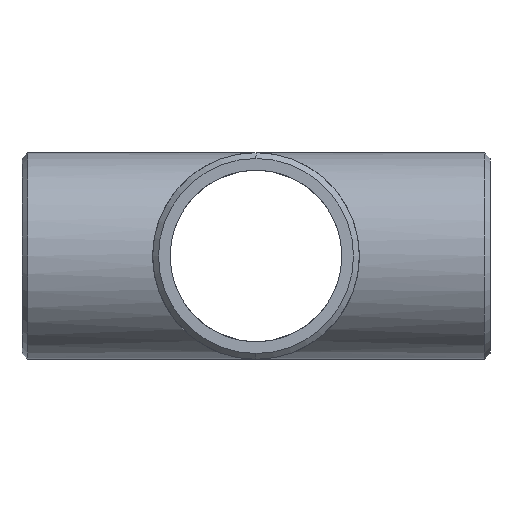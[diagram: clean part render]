
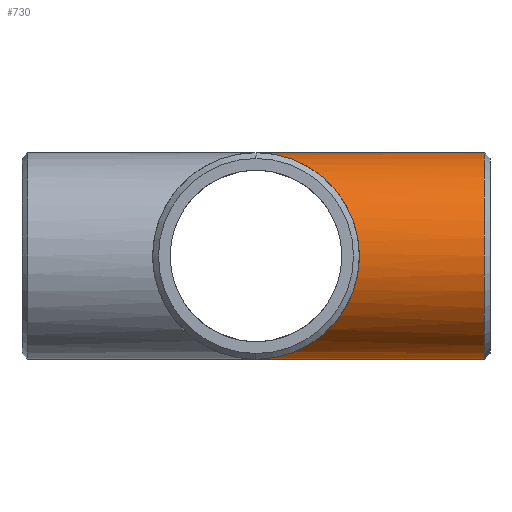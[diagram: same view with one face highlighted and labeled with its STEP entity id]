
A CAD part, left-side view. The second image highlights one B-rep face of the part: STEP entity #730.
In plain terms, the highlighted cylindrical face has radius 21.082 mm (diameter 42.164 mm), a partial arc.
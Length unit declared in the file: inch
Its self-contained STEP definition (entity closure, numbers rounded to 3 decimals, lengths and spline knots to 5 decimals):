
#27 = ORIENTED_EDGE ( 'NONE', *, *, #634, .F. ) ;
#57 = CARTESIAN_POINT ( 'NONE',  ( 0., -1.83333, 0.83 ) ) ;
#81 = AXIS2_PLACEMENT_3D ( 'NONE', #293, #769, #89 ) ;
#89 = DIRECTION ( 'NONE',  ( 0., 0., -1. ) ) ;
#108 = CYLINDRICAL_SURFACE ( 'NONE', #501, 0.83 ) ;
#114 = EDGE_CURVE ( 'NONE', #770, #527, #333, .T. ) ;
#129 = VECTOR ( 'NONE', #224, 39.37008 ) ;
#224 = DIRECTION ( 'NONE',  ( 0., 1., 0. ) ) ;
#237 = CARTESIAN_POINT ( 'NONE',  ( 0., -1.83333, -0.83 ) ) ;
#241 = DIRECTION ( 'NONE',  ( 0., 0., -1. ) ) ;
#244 = EDGE_CURVE ( 'NONE', #472, #527, #478, .T. ) ;
#264 = DIRECTION ( 'NONE',  ( 0., 1., 0. ) ) ;
#279 = ORIENTED_EDGE ( 'NONE', *, *, #114, .T. ) ;
#293 = CARTESIAN_POINT ( 'NONE',  ( 0., -1.83333, 0. ) ) ;
#324 = ORIENTED_EDGE ( 'NONE', *, *, #537, .T. ) ;
#333 = LINE ( 'NONE', #525, #129 ) ;
#335 = CARTESIAN_POINT ( 'NONE',  ( 0., 0., 0.83 ) ) ;
#361 = CARTESIAN_POINT ( 'NONE',  ( 0., 0., 0.83 ) ) ;
#386 = ORIENTED_EDGE ( 'NONE', *, *, #244, .F. ) ;
#409 = LINE ( 'NONE', #595, #550 ) ;
#433 = CARTESIAN_POINT ( 'NONE',  ( 0., 0., -0.83 ) ) ;
#472 = VERTEX_POINT ( 'NONE', #587 ) ;
#478 =( BOUNDED_CURVE ( )  B_SPLINE_CURVE ( 3, ( #433, #670, #675, #361 ),
 .UNSPECIFIED., .F., .T. ) 
 B_SPLINE_CURVE_WITH_KNOTS ( ( 4, 4 ),
 ( 4.71239, 7.85398 ),
 .UNSPECIFIED. ) 
 CURVE ( )  GEOMETRIC_REPRESENTATION_ITEM ( )  RATIONAL_B_SPLINE_CURVE ( ( 1., 0.333, 0.333, 1. ) ) 
 REPRESENTATION_ITEM ( '' )  );
#479 = CARTESIAN_POINT ( 'NONE',  ( 0., -1.88, 0. ) ) ;
#501 = AXIS2_PLACEMENT_3D ( 'NONE', #479, #610, #241 ) ;
#525 = CARTESIAN_POINT ( 'NONE',  ( 0., -1.88, 0.83 ) ) ;
#527 = VERTEX_POINT ( 'NONE', #335 ) ;
#537 = EDGE_CURVE ( 'NONE', #615, #770, #633, .T. ) ;
#550 = VECTOR ( 'NONE', #264, 39.37008 ) ;
#587 = CARTESIAN_POINT ( 'NONE',  ( 0., 0., -0.83 ) ) ;
#595 = CARTESIAN_POINT ( 'NONE',  ( 0., -1.88, -0.83 ) ) ;
#610 = DIRECTION ( 'NONE',  ( 0., 1., 0. ) ) ;
#615 = VERTEX_POINT ( 'NONE', #237 ) ;
#633 = CIRCLE ( 'NONE', #81, 0.83 ) ;
#634 = EDGE_CURVE ( 'NONE', #615, #472, #409, .T. ) ;
#654 = EDGE_LOOP ( 'NONE', ( #324, #279, #386, #27 ) ) ;
#670 = CARTESIAN_POINT ( 'NONE',  ( -1.66, -1.66, -0.83 ) ) ;
#674 = FACE_OUTER_BOUND ( 'NONE', #654, .T. ) ;
#675 = CARTESIAN_POINT ( 'NONE',  ( -1.66, -1.66, 0.83 ) ) ;
#730 = ADVANCED_FACE ( 'NONE', ( #674 ), #108, .T. ) ;
#769 = DIRECTION ( 'NONE',  ( 0., 1., 0. ) ) ;
#770 = VERTEX_POINT ( 'NONE', #57 ) ;
